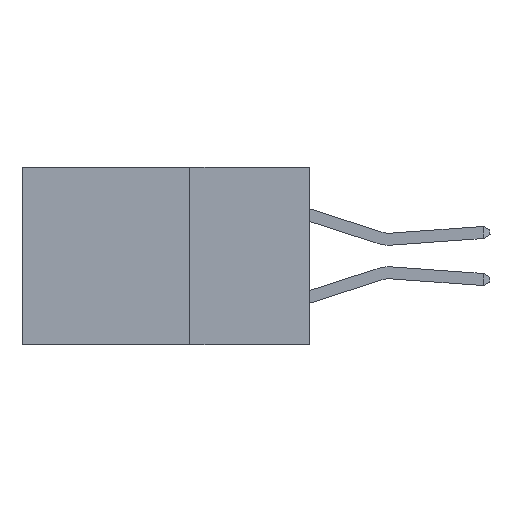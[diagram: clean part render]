
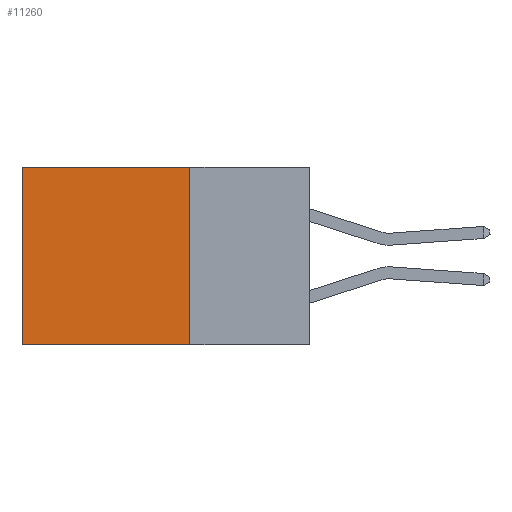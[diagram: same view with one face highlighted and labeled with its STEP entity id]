
A CAD part, left-side view. The second image highlights one B-rep face of the part: STEP entity #11260.
In plain terms, the highlighted planar face has unit normal (-1, 0, 0).
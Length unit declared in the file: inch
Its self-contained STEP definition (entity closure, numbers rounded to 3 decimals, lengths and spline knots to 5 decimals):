
#667 = ORIENTED_EDGE ( 'NONE', *, *, #1679, .F. ) ;
#1113 = FACE_OUTER_BOUND ( 'NONE', #5247, .T. ) ;
#1458 = LINE ( 'NONE', #6674, #15708 ) ;
#1679 = EDGE_CURVE ( 'NONE', #15062, #13758, #13571, .T. ) ;
#2533 = CARTESIAN_POINT ( 'NONE',  ( 0.2615, 0.25, -0.37 ) ) ;
#3039 = CARTESIAN_POINT ( 'NONE',  ( 0.2615, 0.25, 0. ) ) ;
#3992 = EDGE_CURVE ( 'NONE', #13758, #12494, #14039, .T. ) ;
#5247 = EDGE_LOOP ( 'NONE', ( #12758, #11445, #667, #8298 ) ) ;
#6519 = DIRECTION ( 'NONE',  ( 0., 1., 0. ) ) ;
#6544 = LINE ( 'NONE', #12627, #12766 ) ;
#6674 = CARTESIAN_POINT ( 'NONE',  ( 0.2615, 0.25, 0. ) ) ;
#7897 = DIRECTION ( 'NONE',  ( 0., 0., -1. ) ) ;
#8298 = ORIENTED_EDGE ( 'NONE', *, *, #13822, .T. ) ;
#9113 = DIRECTION ( 'NONE',  ( 0., 1., 0. ) ) ;
#9506 = CARTESIAN_POINT ( 'NONE',  ( 0.2615, 0.25, -0.37 ) ) ;
#9683 = DIRECTION ( 'NONE',  ( 0., 0., -1. ) ) ;
#9929 = AXIS2_PLACEMENT_3D ( 'NONE', #9506, #15779, #9683 ) ;
#10337 = CARTESIAN_POINT ( 'NONE',  ( 0.2615, 0.25, -0.37 ) ) ;
#10813 = PLANE ( 'NONE',  #9929 ) ;
#11260 = ADVANCED_FACE ( 'NONE', ( #1113 ), #10813, .F. ) ;
#11445 = ORIENTED_EDGE ( 'NONE', *, *, #3992, .F. ) ;
#12191 = DIRECTION ( 'NONE',  ( 0., 0., -1. ) ) ;
#12220 = VERTEX_POINT ( 'NONE', #12906 ) ;
#12481 = EDGE_CURVE ( 'NONE', #12220, #12494, #6544, .T. ) ;
#12494 = VERTEX_POINT ( 'NONE', #13119 ) ;
#12627 = CARTESIAN_POINT ( 'NONE',  ( 0.2615, 0.6, -0.37 ) ) ;
#12758 = ORIENTED_EDGE ( 'NONE', *, *, #12481, .T. ) ;
#12766 = VECTOR ( 'NONE', #7897, 39.37008 ) ;
#12906 = CARTESIAN_POINT ( 'NONE',  ( 0.2615, 0.6, 0. ) ) ;
#13119 = CARTESIAN_POINT ( 'NONE',  ( 0.2615, 0.6, -0.37 ) ) ;
#13493 = CARTESIAN_POINT ( 'NONE',  ( 0.2615, 0.25, -0.37 ) ) ;
#13571 = LINE ( 'NONE', #13493, #13971 ) ;
#13685 = VECTOR ( 'NONE', #9113, 39.37008 ) ;
#13758 = VERTEX_POINT ( 'NONE', #2533 ) ;
#13822 = EDGE_CURVE ( 'NONE', #15062, #12220, #1458, .T. ) ;
#13971 = VECTOR ( 'NONE', #12191, 39.37008 ) ;
#14039 = LINE ( 'NONE', #10337, #13685 ) ;
#15062 = VERTEX_POINT ( 'NONE', #3039 ) ;
#15708 = VECTOR ( 'NONE', #6519, 39.37008 ) ;
#15779 = DIRECTION ( 'NONE',  ( 1., 0., 0. ) ) ;
